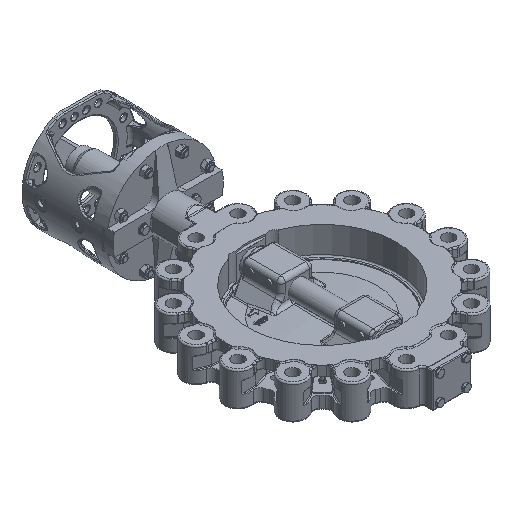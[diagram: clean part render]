
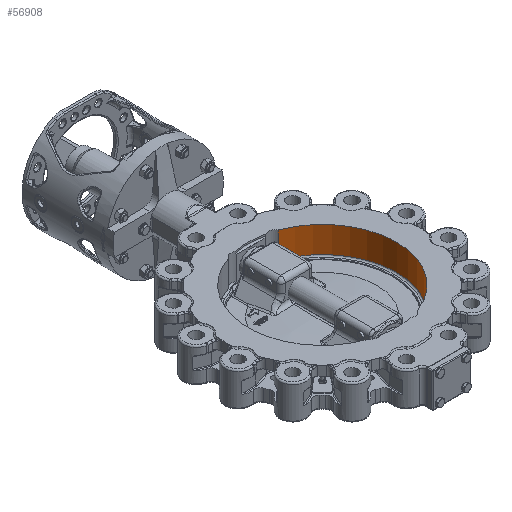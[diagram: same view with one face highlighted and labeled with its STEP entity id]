
A CAD part, isometric view. The second image highlights one B-rep face of the part: STEP entity #56908.
In plain terms, the highlighted cylindrical face has radius 202 mm (diameter 404 mm), a partial arc.
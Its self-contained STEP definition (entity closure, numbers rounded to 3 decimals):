
#4232=LINE('',#117873,#7032);
#4498=LINE('',#124505,#7298);
#7032=VECTOR('',#71749,10.);
#7298=VECTOR('',#74751,10.);
#10609=CYLINDRICAL_SURFACE('',#62505,202.);
#13914=FACE_OUTER_BOUND('',#17789,.T.);
#17789=EDGE_LOOP('',(#45541,#45542,#45543,#45544));
#21533=CIRCLE('',#62506,202.);
#21534=CIRCLE('',#62507,202.);
#25177=VERTEX_POINT('',#117870);
#25178=VERTEX_POINT('',#117872);
#25862=VERTEX_POINT('',#124502);
#25863=VERTEX_POINT('',#124504);
#31599=EDGE_CURVE('',#25178,#25177,#4232,.T.);
#32860=EDGE_CURVE('',#25177,#25862,#21533,.T.);
#32861=EDGE_CURVE('',#25862,#25863,#4498,.T.);
#32862=EDGE_CURVE('',#25178,#25863,#21534,.T.);
#45541=ORIENTED_EDGE('',*,*,#32860,.T.);
#45542=ORIENTED_EDGE('',*,*,#32861,.T.);
#45543=ORIENTED_EDGE('',*,*,#32862,.F.);
#45544=ORIENTED_EDGE('',*,*,#31599,.T.);
#56908=ADVANCED_FACE('',(#13914),#10609,.F.);
#62505=AXIS2_PLACEMENT_3D('',#124501,#74747,#74748);
#62506=AXIS2_PLACEMENT_3D('',#124503,#74749,#74750);
#62507=AXIS2_PLACEMENT_3D('',#124506,#74752,#74753);
#71749=DIRECTION('',(0.,0.,1.));
#74747=DIRECTION('center_axis',(0.,0.,1.));
#74748=DIRECTION('ref_axis',(1.,0.,0.));
#74749=DIRECTION('center_axis',(0.,0.,1.));
#74750=DIRECTION('ref_axis',(1.,0.,0.));
#74751=DIRECTION('',(0.,0.,-1.));
#74752=DIRECTION('center_axis',(0.,0.,1.));
#74753=DIRECTION('ref_axis',(1.,0.,0.));
#117870=CARTESIAN_POINT('',(69.51,-189.664,44.2));
#117872=CARTESIAN_POINT('',(69.51,-189.664,-27.));
#117873=CARTESIAN_POINT('',(69.51,-189.664,49.));
#124501=CARTESIAN_POINT('Origin',(0.,0.,9.));
#124502=CARTESIAN_POINT('',(69.51,189.664,44.2));
#124503=CARTESIAN_POINT('Origin',(0.,0.,44.2));
#124504=CARTESIAN_POINT('',(69.51,189.664,-27.));
#124505=CARTESIAN_POINT('',(69.51,189.664,49.));
#124506=CARTESIAN_POINT('Origin',(0.,0.,-27.));
